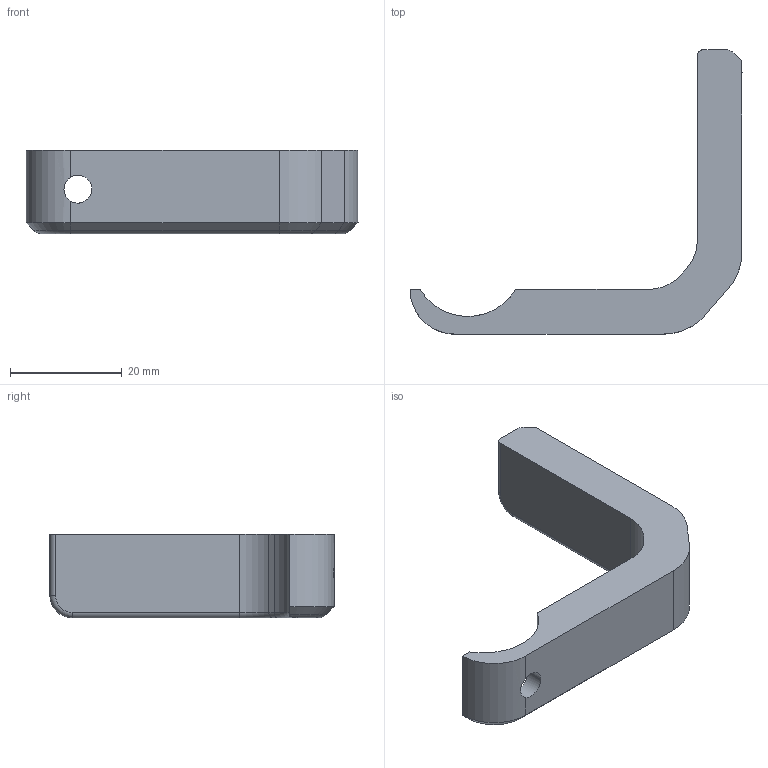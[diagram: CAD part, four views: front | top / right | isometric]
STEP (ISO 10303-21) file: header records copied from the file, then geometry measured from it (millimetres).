
FILE_DESCRIPTION((''),'2;1');
FILE_NAME('WRIST01_','2017-08-17T',('honkans5'),(''),'CREO PARAMETRIC BY PTC INC, 2015200','CREO PARAMETRIC BY PTC INC, 2015200','');
FILE_SCHEMA(('CONFIG_CONTROL_DESIGN'));
Length unit declared in the file: millimetre
Products named in the file (1): WRIST01_
Bounding box: 59.52 x 50.96 x 15 mm (x, y, z)
Volume: 10276 mm3; surface area: 4365.4 mm2
Topology: 1 solids, 1 shells, 42 faces, 103 edges, 62 vertices
Faces by surface type: cylinder 17, plane 14, torus 6, cone 4, bspline 1
Entity records: 1315 total; most frequent: CARTESIAN_POINT 266, DIRECTION 222, ORIENTED_EDGE 206, EDGE_CURVE 103, AXIS2_PLACEMENT_3D 84, VERTEX_POINT 62, VECTOR 54, LINE 54
